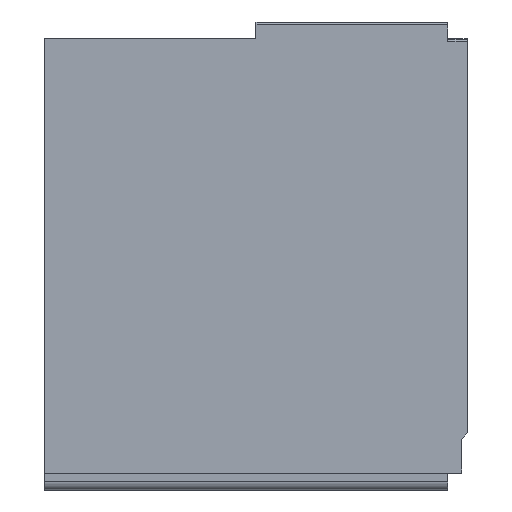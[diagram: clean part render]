
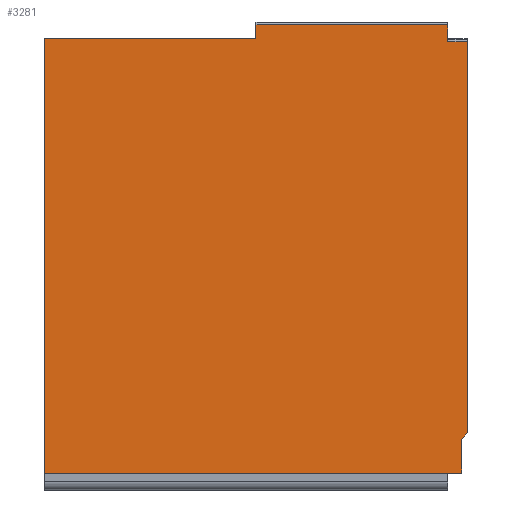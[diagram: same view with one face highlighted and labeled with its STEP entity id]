
A CAD part, left-side view. The second image highlights one B-rep face of the part: STEP entity #3281.
In plain terms, the highlighted planar face has unit normal (-1, 0, 0).
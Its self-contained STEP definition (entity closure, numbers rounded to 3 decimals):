
#3213=AXIS2_PLACEMENT_3D('Plane Axis2P3D',#3210,#3211,#3212) ;
#1125=CARTESIAN_POINT('Vertex',(0.,150.,160.)) ;
#1128=CARTESIAN_POINT('Line Origine',(0.,112.5,160.)) ;
#1132=CARTESIAN_POINT('Vertex',(0.,75.,160.)) ;
#3110=CARTESIAN_POINT('Vertex',(0.,150.,6.)) ;
#3113=CARTESIAN_POINT('Line Origine',(0.,150.,83.)) ;
#3210=CARTESIAN_POINT('Axis2P3D Location',(0.,150.,0.)) ;
#3215=CARTESIAN_POINT('Line Origine',(0.,41.,165.)) ;
#3219=CARTESIAN_POINT('Vertex',(0.,75.,165.)) ;
#3221=CARTESIAN_POINT('Vertex',(0.,7.,165.)) ;
#3224=CARTESIAN_POINT('Line Origine',(0.,75.,162.5)) ;
#3229=CARTESIAN_POINT('Line Origine',(0.,76.,6.)) ;
#3233=CARTESIAN_POINT('Vertex',(0.,2.,6.)) ;
#3236=CARTESIAN_POINT('Line Origine',(0.,2.,12.)) ;
#3240=CARTESIAN_POINT('Vertex',(0.,2.,18.)) ;
#3243=CARTESIAN_POINT('Line Origine',(0.,1.,19.139)) ;
#3247=CARTESIAN_POINT('Vertex',(0.,0.,20.278)) ;
#3250=CARTESIAN_POINT('Line Origine',(0.,0.,89.639)) ;
#3254=CARTESIAN_POINT('Vertex',(0.,0.,159.)) ;
#3257=CARTESIAN_POINT('Line Origine',(0.,3.5,159.)) ;
#3261=CARTESIAN_POINT('Vertex',(0.,7.,159.)) ;
#3264=CARTESIAN_POINT('Line Origine',(0.,7.,162.)) ;
#1129=DIRECTION('Vector Direction',(0.,1.,0.)) ;
#3114=DIRECTION('Vector Direction',(0.,0.,1.)) ;
#3211=DIRECTION('Axis2P3D Direction',(-1.,0.,0.)) ;
#3212=DIRECTION('Axis2P3D XDirection',(0.,-1.,0.)) ;
#3216=DIRECTION('Vector Direction',(0.,-1.,0.)) ;
#3225=DIRECTION('Vector Direction',(0.,0.,-1.)) ;
#3230=DIRECTION('Vector Direction',(0.,-1.,0.)) ;
#3237=DIRECTION('Vector Direction',(0.,0.,1.)) ;
#3244=DIRECTION('Vector Direction',(0.,0.66,-0.751)) ;
#3251=DIRECTION('Vector Direction',(0.,0.,1.)) ;
#3258=DIRECTION('Vector Direction',(0.,-1.,0.)) ;
#3265=DIRECTION('Vector Direction',(0.,0.,-1.)) ;
#1130=VECTOR('Line Direction',#1129,1.) ;
#3115=VECTOR('Line Direction',#3114,1.) ;
#3217=VECTOR('Line Direction',#3216,1.) ;
#3226=VECTOR('Line Direction',#3225,1.) ;
#3231=VECTOR('Line Direction',#3230,1.) ;
#3238=VECTOR('Line Direction',#3237,1.) ;
#3245=VECTOR('Line Direction',#3244,1.) ;
#3252=VECTOR('Line Direction',#3251,1.) ;
#3259=VECTOR('Line Direction',#3258,1.) ;
#3266=VECTOR('Line Direction',#3265,1.) ;
#3270=ORIENTED_EDGE('',*,*,#3223,.F.) ;
#3271=ORIENTED_EDGE('',*,*,#3228,.T.) ;
#3272=ORIENTED_EDGE('',*,*,#1134,.T.) ;
#3273=ORIENTED_EDGE('',*,*,#3117,.F.) ;
#3274=ORIENTED_EDGE('',*,*,#3235,.T.) ;
#3275=ORIENTED_EDGE('',*,*,#3242,.T.) ;
#3276=ORIENTED_EDGE('',*,*,#3249,.F.) ;
#3277=ORIENTED_EDGE('',*,*,#3256,.T.) ;
#3278=ORIENTED_EDGE('',*,*,#3263,.F.) ;
#3279=ORIENTED_EDGE('',*,*,#3268,.F.) ;
#3281=ADVANCED_FACE('Volumenk\X2\00F6\X0\rper1',(#3280),#3214,.T.) ;
#1134=EDGE_CURVE('',#1133,#1126,#1131,.T.) ;
#3117=EDGE_CURVE('',#3111,#1126,#3116,.T.) ;
#3223=EDGE_CURVE('',#3220,#3222,#3218,.T.) ;
#3228=EDGE_CURVE('',#3220,#1133,#3227,.T.) ;
#3235=EDGE_CURVE('',#3111,#3234,#3232,.T.) ;
#3242=EDGE_CURVE('',#3234,#3241,#3239,.T.) ;
#3249=EDGE_CURVE('',#3248,#3241,#3246,.T.) ;
#3256=EDGE_CURVE('',#3248,#3255,#3253,.T.) ;
#3263=EDGE_CURVE('',#3262,#3255,#3260,.T.) ;
#3268=EDGE_CURVE('',#3222,#3262,#3267,.T.) ;
#3269=EDGE_LOOP('',(#3270,#3271,#3272,#3273,#3274,#3275,#3276,#3277,#3278,#3279)) ;
#3280=FACE_OUTER_BOUND('',#3269,.T.) ;
#1131=LINE('Line',#1128,#1130) ;
#3116=LINE('Line',#3113,#3115) ;
#3218=LINE('Line',#3215,#3217) ;
#3227=LINE('Line',#3224,#3226) ;
#3232=LINE('Line',#3229,#3231) ;
#3239=LINE('Line',#3236,#3238) ;
#3246=LINE('Line',#3243,#3245) ;
#3253=LINE('Line',#3250,#3252) ;
#3260=LINE('Line',#3257,#3259) ;
#3267=LINE('Line',#3264,#3266) ;
#3214=PLANE('',#3213) ;
#1126=VERTEX_POINT('',#1125) ;
#1133=VERTEX_POINT('',#1132) ;
#3111=VERTEX_POINT('',#3110) ;
#3220=VERTEX_POINT('',#3219) ;
#3222=VERTEX_POINT('',#3221) ;
#3234=VERTEX_POINT('',#3233) ;
#3241=VERTEX_POINT('',#3240) ;
#3248=VERTEX_POINT('',#3247) ;
#3255=VERTEX_POINT('',#3254) ;
#3262=VERTEX_POINT('',#3261) ;
